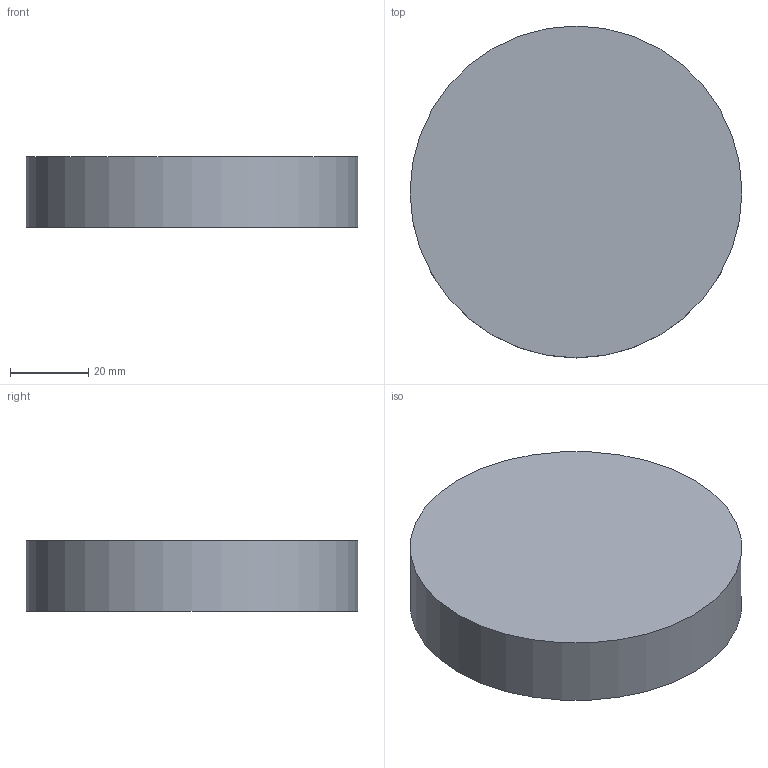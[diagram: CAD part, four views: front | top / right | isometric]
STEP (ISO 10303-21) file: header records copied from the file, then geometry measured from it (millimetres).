
FILE_DESCRIPTION(('FreeCAD Model'),'2;1');
FILE_NAME('Open CASCADE Shape Model','2025-03-27T11:32:31',(''),(''), 'Open CASCADE STEP processor 7.8','FreeCAD','Unknown');
FILE_SCHEMA(('AUTOMOTIVE_DESIGN { 1 0 10303 214 1 1 1 1 }'));
Length unit declared in the file: millimetre
Products named in the file (1): Body
Bounding box: 85 x 85 x 18 mm (x, y, z)
Volume: 21866.7 mm3; surface area: 25283.7 mm2
Topology: 1 solids, 1 shells, 19 faces, 36 edges, 20 vertices
Faces by surface type: bspline 9, plane 5, cylinder 5
Full cylindrical faces by diameter (mm): 81 x4, 85 x1
Entity records: 1200 total; most frequent: CARTESIAN_POINT 871, ORIENTED_EDGE 72, DIRECTION 38, EDGE_CURVE 36, B_SPLINE_CURVE_WITH_KNOTS 24, FACE_BOUND 20, EDGE_LOOP 20, VERTEX_POINT 20
